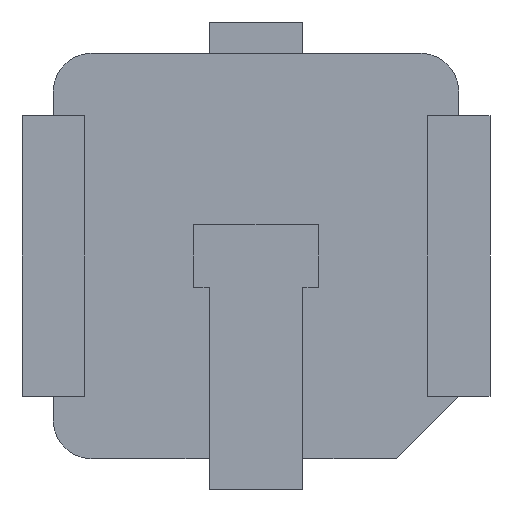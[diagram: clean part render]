
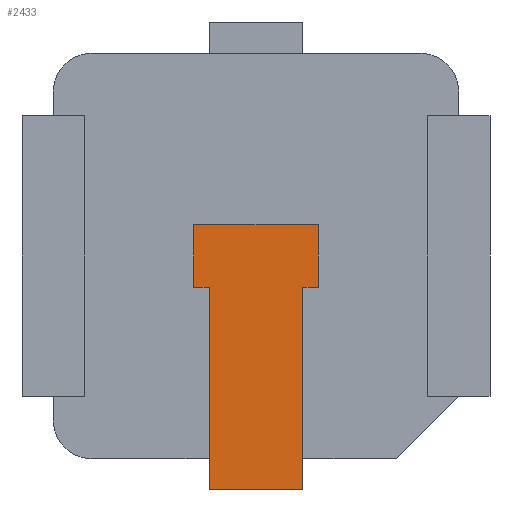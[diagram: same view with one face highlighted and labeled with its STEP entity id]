
A CAD part, front view. The second image highlights one B-rep face of the part: STEP entity #2433.
In plain terms, the highlighted planar face has unit normal (0, -1, 0).
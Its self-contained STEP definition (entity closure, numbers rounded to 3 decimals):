
#1 = EDGE_CURVE ( 'NONE', #189, #2698, #1110, .T. ) ;
#12 = VECTOR ( 'NONE', #3073, 1000. ) ;
#23 = CARTESIAN_POINT ( 'NONE',  ( 0.4, -0.24, -0.2 ) ) ;
#32 = EDGE_CURVE ( 'NONE', #1081, #2300, #2690, .T. ) ;
#95 = VECTOR ( 'NONE', #1159, 1000. ) ;
#189 = VERTEX_POINT ( 'NONE', #3145 ) ;
#196 = CARTESIAN_POINT ( 'NONE',  ( 0., -0.24, 0. ) ) ;
#437 = ORIENTED_EDGE ( 'NONE', *, *, #1, .T. ) ;
#469 = DIRECTION ( 'NONE',  ( 0., 1., 0. ) ) ;
#596 = VERTEX_POINT ( 'NONE', #1228 ) ;
#774 = FACE_OUTER_BOUND ( 'NONE', #3427, .T. ) ;
#784 = VECTOR ( 'NONE', #3057, 1000. ) ;
#839 = DIRECTION ( 'NONE',  ( 0., 0., -1. ) ) ;
#888 = CARTESIAN_POINT ( 'NONE',  ( -0.4, -0.24, -0.2 ) ) ;
#896 = CARTESIAN_POINT ( 'NONE',  ( -0.3, -0.24, -1.5 ) ) ;
#924 = CARTESIAN_POINT ( 'NONE',  ( -0.4, -0.24, -0.2 ) ) ;
#935 = ORIENTED_EDGE ( 'NONE', *, *, #3016, .T. ) ;
#1059 = LINE ( 'NONE', #1275, #2924 ) ;
#1081 = VERTEX_POINT ( 'NONE', #3221 ) ;
#1107 = DIRECTION ( 'NONE',  ( 0., 0., 1. ) ) ;
#1109 = CARTESIAN_POINT ( 'NONE',  ( 0.3, -0.24, -0.2 ) ) ;
#1110 = LINE ( 'NONE', #2014, #95 ) ;
#1159 = DIRECTION ( 'NONE',  ( 0., 0., 1. ) ) ;
#1172 = VERTEX_POINT ( 'NONE', #3063 ) ;
#1175 = DIRECTION ( 'NONE',  ( -1., 0., 0. ) ) ;
#1228 = CARTESIAN_POINT ( 'NONE',  ( -0.3, -0.24, -1.5 ) ) ;
#1234 = LINE ( 'NONE', #896, #12 ) ;
#1241 = EDGE_CURVE ( 'NONE', #2300, #1172, #1277, .T. ) ;
#1275 = CARTESIAN_POINT ( 'NONE',  ( 0.3, -0.24, -0.2 ) ) ;
#1277 = LINE ( 'NONE', #924, #1868 ) ;
#1542 = EDGE_CURVE ( 'NONE', #596, #189, #1234, .T. ) ;
#1550 = VECTOR ( 'NONE', #1107, 1000. ) ;
#1687 = VECTOR ( 'NONE', #1175, 1000. ) ;
#1744 = ORIENTED_EDGE ( 'NONE', *, *, #2335, .T. ) ;
#1781 = VERTEX_POINT ( 'NONE', #2915 ) ;
#1785 = ORIENTED_EDGE ( 'NONE', *, *, #1241, .T. ) ;
#1868 = VECTOR ( 'NONE', #2536, 1000. ) ;
#2014 = CARTESIAN_POINT ( 'NONE',  ( 0.3, -0.24, -1.5 ) ) ;
#2093 = PLANE ( 'NONE',  #2150 ) ;
#2150 = AXIS2_PLACEMENT_3D ( 'NONE', #196, #469, #2863 ) ;
#2287 = VERTEX_POINT ( 'NONE', #2844 ) ;
#2300 = VERTEX_POINT ( 'NONE', #3079 ) ;
#2335 = EDGE_CURVE ( 'NONE', #1781, #1081, #3319, .T. ) ;
#2372 = VECTOR ( 'NONE', #839, 1000. ) ;
#2433 = ADVANCED_FACE ( 'NONE', ( #774 ), #2093, .F. ) ;
#2536 = DIRECTION ( 'NONE',  ( 1., 0., 0. ) ) ;
#2543 = ORIENTED_EDGE ( 'NONE', *, *, #1542, .T. ) ;
#2552 = ORIENTED_EDGE ( 'NONE', *, *, #3315, .T. ) ;
#2690 = LINE ( 'NONE', #888, #784 ) ;
#2698 = VERTEX_POINT ( 'NONE', #1109 ) ;
#2812 = CARTESIAN_POINT ( 'NONE',  ( -0.4, -0.24, 0.2 ) ) ;
#2844 = CARTESIAN_POINT ( 'NONE',  ( 0.4, -0.24, -0.2 ) ) ;
#2863 = DIRECTION ( 'NONE',  ( 0., 0., 1. ) ) ;
#2915 = CARTESIAN_POINT ( 'NONE',  ( 0.4, -0.24, 0.2 ) ) ;
#2924 = VECTOR ( 'NONE', #3188, 1000. ) ;
#2960 = LINE ( 'NONE', #3006, #2372 ) ;
#3006 = CARTESIAN_POINT ( 'NONE',  ( -0.3, -0.24, -0.2 ) ) ;
#3016 = EDGE_CURVE ( 'NONE', #2698, #2287, #1059, .T. ) ;
#3057 = DIRECTION ( 'NONE',  ( 0., 0., -1. ) ) ;
#3063 = CARTESIAN_POINT ( 'NONE',  ( -0.3, -0.24, -0.2 ) ) ;
#3073 = DIRECTION ( 'NONE',  ( 1., 0., 0. ) ) ;
#3079 = CARTESIAN_POINT ( 'NONE',  ( -0.4, -0.24, -0.2 ) ) ;
#3145 = CARTESIAN_POINT ( 'NONE',  ( 0.3, -0.24, -1.5 ) ) ;
#3188 = DIRECTION ( 'NONE',  ( 1., 0., 0. ) ) ;
#3203 = EDGE_CURVE ( 'NONE', #2287, #1781, #3390, .T. ) ;
#3221 = CARTESIAN_POINT ( 'NONE',  ( -0.4, -0.24, 0.2 ) ) ;
#3240 = ORIENTED_EDGE ( 'NONE', *, *, #3203, .T. ) ;
#3306 = ORIENTED_EDGE ( 'NONE', *, *, #32, .T. ) ;
#3315 = EDGE_CURVE ( 'NONE', #1172, #596, #2960, .T. ) ;
#3319 = LINE ( 'NONE', #2812, #1687 ) ;
#3390 = LINE ( 'NONE', #23, #1550 ) ;
#3427 = EDGE_LOOP ( 'NONE', ( #3240, #1744, #3306, #1785, #2552, #2543, #437, #935 ) ) ;
